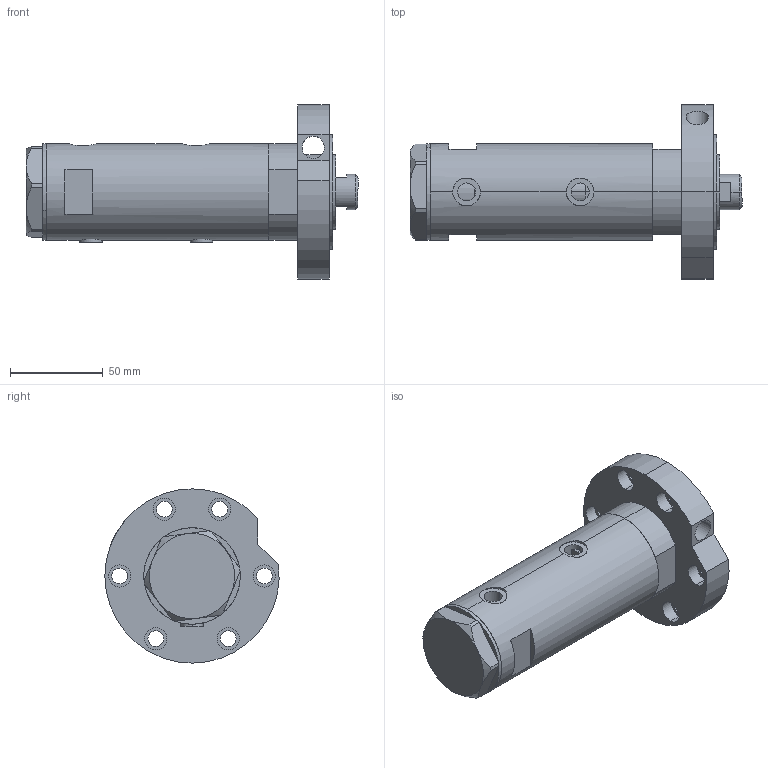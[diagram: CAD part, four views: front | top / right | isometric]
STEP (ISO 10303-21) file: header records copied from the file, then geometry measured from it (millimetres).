
FILE_DESCRIPTION (( 'STEP AP203' ), '1' );
FILE_NAME ('80a5.STEP', '2022-04-15T04:43:14', ( '' ), ( '' ), 'SwSTEP 2.0', 'SolidWorks 2019', '' );
FILE_SCHEMA (( 'CONFIG_CONTROL_DESIGN' ));
Length unit declared in the file: millimetre
Products named in the file (6): 80a5; V270CG_RF211E 397df8b9a2af9a42d8d9dca588aa72bf; V270CG_FRONT 397df8b9a2af9a42d8d9dca588aa72bf; V270CG_VC 397df8b9a2af9a42d8d9dca588aa72bf; V270CG_BACK 397df8b9a2af9a42d8d9dca588aa72bf; V270CG_MIDDLE 397df8b9a2af9a42d8d9dca588aa72bf
Assembly tree (5 placements, depth 2):
  80a5
    V270CG_MIDDLE 397df8b9a2af9a42d8d9dca588aa72bf
    V270CG_BACK 397df8b9a2af9a42d8d9dca588aa72bf
    V270CG_FRONT 397df8b9a2af9a42d8d9dca588aa72bf
    V270CG_VC 397df8b9a2af9a42d8d9dca588aa72bf
    V270CG_RF211E 397df8b9a2af9a42d8d9dca588aa72bf
Bounding box: 179.02 x 93.96 x 94 mm (x, y, z)
Volume: 401260.6 mm3; surface area: 98484.1 mm2
Topology: 5 solids, 5 shells, 184 faces, 435 edges, 271 vertices
Faces by surface type: cylinder 86, plane 78, cone 16, torus 4
Entity records: 6802 total; most frequent: CARTESIAN_POINT 1815, DIRECTION 967, ORIENTED_EDGE 866, EDGE_CURVE 433, AXIS2_PLACEMENT_3D 394, VERTEX_POINT 271, EDGE_LOOP 226, CIRCLE 202
